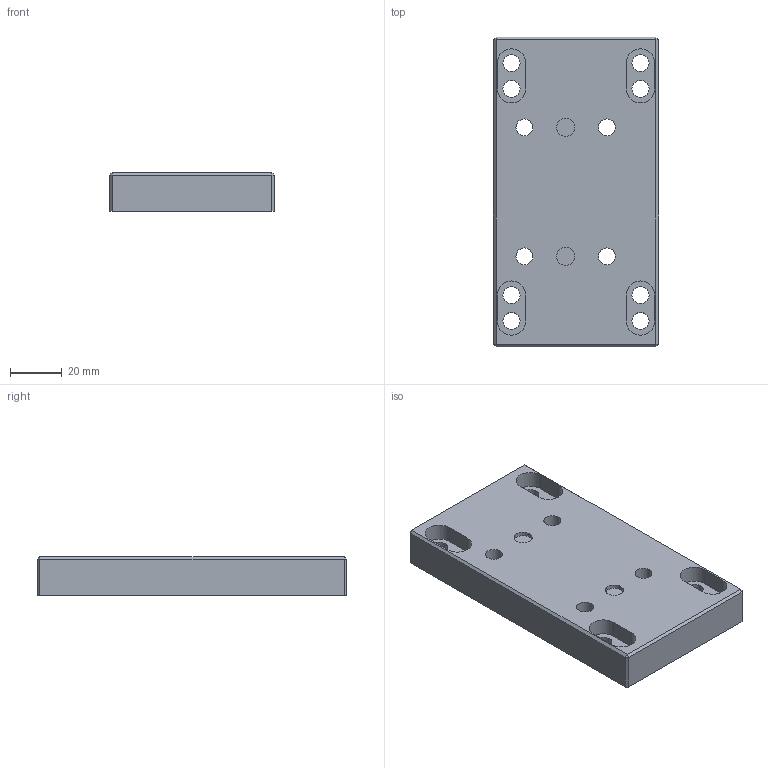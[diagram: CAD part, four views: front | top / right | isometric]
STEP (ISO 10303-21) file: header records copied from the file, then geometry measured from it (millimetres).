
FILE_DESCRIPTION((''),'2;1');
FILE_NAME('CP MTJ 65 0 MTJZ65 90.stp','2011-06-14T20:55:34',('pgrilc'),(''),'Autodesk Inventor 2011','Autodesk Inventor 2011','');
FILE_SCHEMA(('AUTOMOTIVE_DESIGN { 1 0 10303 214 1 1 1 1 }'));
Length unit declared in the file: millimetre
Products named in the file (1): CP MTJ 65 0 MTJZ65 90
Bounding box: 64 x 120 x 15 mm (x, y, z)
Volume: 103125.7 mm3; surface area: 24528.9 mm2
Topology: 1 solids, 1 shells, 74 faces, 160 edges, 104 vertices
Faces by surface type: plane 42, cylinder 32
Full cylindrical faces by diameter (mm): 6.6 x12, 7 x8, 11 x4
Entity records: 1942 total; most frequent: DIRECTION 346, CARTESIAN_POINT 307, ORIENTED_EDGE 264, AXIS2_PLACEMENT_3D 139, EDGE_LOOP 138, EDGE_CURVE 132, VERTEX_POINT 100, FACE_OUTER_BOUND 74
